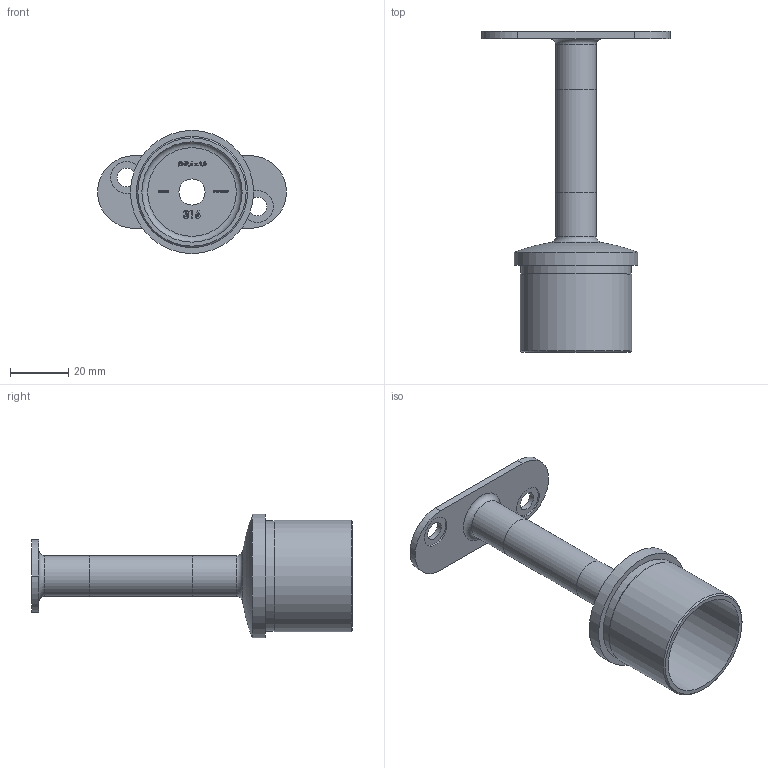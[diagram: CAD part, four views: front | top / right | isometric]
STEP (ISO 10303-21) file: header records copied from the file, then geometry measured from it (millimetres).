
FILE_DESCRIPTION (( 'STEP AP203' ), '1' );
FILE_NAME ('60419-V4A-LED.step', '2020-02-12T14:52:47', ( '' ), ( '' ), 'SwSTEP 2.0', 'SolidWorks 2015', '' );
FILE_SCHEMA (( 'CONFIG_CONTROL_DESIGN' ));
Length unit declared in the file: millimetre
Products named in the file (7): 604XX-XXX-LED Teil2_604XX-V4A-LED Teil2; 604XX-XXX-LED Teil1_60419-V4A-LED Teil1; 604XX-XXX-LED Teil3; 604XX-XXX-LED Teil2; 60419-V4A-LED; 604XX-XXX-LED Teil3_60419-V4A-LED Teil3; 604XX-XXX-LED Teil1
Assembly tree (3 placements, depth 2):
  604XX-XXX-LED Teil3
  604XX-XXX-LED Teil2
  60419-V4A-LED
    604XX-XXX-LED Teil1_60419-V4A-LED Teil1
    604XX-XXX-LED Teil2_604XX-V4A-LED Teil2
    604XX-XXX-LED Teil3_60419-V4A-LED Teil3
  604XX-XXX-LED Teil1
Bounding box: 65 x 110.5 x 42.4 mm (x, y, z)
Volume: 22427.8 mm3; surface area: 19445.8 mm2
Topology: 3 solids, 3 shells, 462 faces, 1180 edges, 784 vertices
Faces by surface type: plane 292, bspline 137, cylinder 23, torus 6, cone 4
Full cylindrical faces by diameter (mm): 6.5 x2, 9 x2, 10 x1, 11 x2, 11.9 x2, 12 x3, 14 x3, 34.5 x1, 37.9 x1, 38.3 x1, 42.4 x1
Entity records: 21549 total; most frequent: CARTESIAN_POINT 10703, ORIENTED_EDGE 2296, DIRECTION 1593, EDGE_CURVE 1148, VECTOR 819, LINE 819, VERTEX_POINT 781, EDGE_LOOP 561
